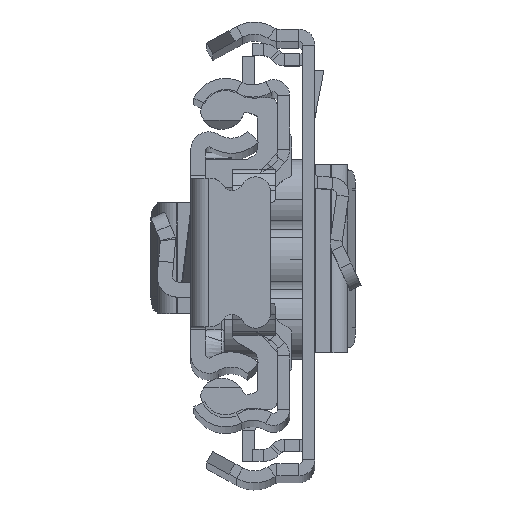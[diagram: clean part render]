
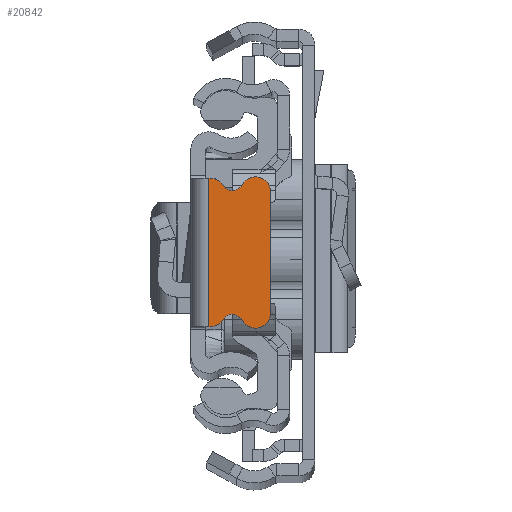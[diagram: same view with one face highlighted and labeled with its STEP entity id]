
A CAD part, top view. The second image highlights one B-rep face of the part: STEP entity #20842.
In plain terms, the highlighted planar face has unit normal (0, 0, 1).
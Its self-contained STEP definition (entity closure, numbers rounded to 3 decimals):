
#18 = ORIENTED_EDGE ( 'NONE', *, *, #9193, .T. ) ;
#322 = EDGE_CURVE ( 'NONE', #24594, #23853, #935, .T. ) ;
#367 = VERTEX_POINT ( 'NONE', #24440 ) ;
#781 = AXIS2_PLACEMENT_3D ( 'NONE', #10167, #4119, #23812 ) ;
#856 = VECTOR ( 'NONE', #2523, 1000. ) ;
#935 = CIRCLE ( 'NONE', #16156, 1.5 ) ;
#952 = DIRECTION ( 'NONE',  ( 0., 0., -1. ) ) ;
#1438 = EDGE_CURVE ( 'NONE', #22285, #11964, #21217, .T. ) ;
#2340 = DIRECTION ( 'NONE',  ( 1., 0., 0. ) ) ;
#2454 = CARTESIAN_POINT ( 'NONE',  ( 394.071, 0., 0. ) ) ;
#2523 = DIRECTION ( 'NONE',  ( 1., 0., 0. ) ) ;
#2798 = CARTESIAN_POINT ( 'NONE',  ( -1.75, 7.37, 0. ) ) ;
#2822 = DIRECTION ( 'NONE',  ( 0., 0., 1. ) ) ;
#3509 = ORIENTED_EDGE ( 'NONE', *, *, #8309, .T. ) ;
#3591 = DIRECTION ( 'NONE',  ( -1., 0., 0. ) ) ;
#3608 = VERTEX_POINT ( 'NONE', #15321 ) ;
#3841 = CARTESIAN_POINT ( 'NONE',  ( -7.929, -6., 0. ) ) ;
#4058 = VERTEX_POINT ( 'NONE', #17056 ) ;
#4119 = DIRECTION ( 'NONE',  ( 0., 0., -1. ) ) ;
#4195 = CIRCLE ( 'NONE', #18161, 1.5 ) ;
#4842 = EDGE_CURVE ( 'NONE', #367, #22285, #13059, .T. ) ;
#5307 = ORIENTED_EDGE ( 'NONE', *, *, #13012, .T. ) ;
#5648 = CARTESIAN_POINT ( 'NONE',  ( -7.929, 6., 0. ) ) ;
#5918 = CARTESIAN_POINT ( 'NONE',  ( -1.929, 7.37, 0. ) ) ;
#6804 = EDGE_CURVE ( 'NONE', #8165, #8888, #22657, .T. ) ;
#7193 = VECTOR ( 'NONE', #11547, 1000. ) ;
#7430 = AXIS2_PLACEMENT_3D ( 'NONE', #14043, #21907, #2340 ) ;
#8165 = VERTEX_POINT ( 'NONE', #13157 ) ;
#8309 = EDGE_CURVE ( 'NONE', #4058, #8165, #22984, .T. ) ;
#8888 = VERTEX_POINT ( 'NONE', #11781 ) ;
#9193 = EDGE_CURVE ( 'NONE', #23853, #367, #19712, .T. ) ;
#9926 = FACE_OUTER_BOUND ( 'NONE', #25458, .T. ) ;
#10058 = CARTESIAN_POINT ( 'NONE',  ( -7.929, -6., 0. ) ) ;
#10167 = CARTESIAN_POINT ( 'NONE',  ( -4.142, -7.236, 0. ) ) ;
#10864 = CARTESIAN_POINT ( 'NONE',  ( -4.142, 7.236, 0. ) ) ;
#11039 = CARTESIAN_POINT ( 'NONE',  ( -3.206, 6.658, 0. ) ) ;
#11056 = AXIS2_PLACEMENT_3D ( 'NONE', #2454, #12234, #18153 ) ;
#11355 = DIRECTION ( 'NONE',  ( 0., 0., 1. ) ) ;
#11417 = CARTESIAN_POINT ( 'NONE',  ( -1.75, 0., 0. ) ) ;
#11547 = DIRECTION ( 'NONE',  ( 0., -1., 0. ) ) ;
#11781 = CARTESIAN_POINT ( 'NONE',  ( -1.929, -7.37, 0. ) ) ;
#11964 = VERTEX_POINT ( 'NONE', #10058 ) ;
#12092 = DIRECTION ( 'NONE',  ( -1., 0., 0. ) ) ;
#12234 = DIRECTION ( 'NONE',  ( 0., 0., 1. ) ) ;
#12244 = AXIS2_PLACEMENT_3D ( 'NONE', #21500, #21872, #12092 ) ;
#12468 = VECTOR ( 'NONE', #17604, 1000. ) ;
#13012 = EDGE_CURVE ( 'NONE', #11964, #4058, #4195, .T. ) ;
#13059 = CIRCLE ( 'NONE', #12244, 1.5 ) ;
#13157 = CARTESIAN_POINT ( 'NONE',  ( -3.206, -6.658, 0. ) ) ;
#13394 = CARTESIAN_POINT ( 'NONE',  ( -6.429, -6., 0. ) ) ;
#14002 = ORIENTED_EDGE ( 'NONE', *, *, #4842, .T. ) ;
#14043 = CARTESIAN_POINT ( 'NONE',  ( -1.929, -5.87, 0. ) ) ;
#15052 = ORIENTED_EDGE ( 'NONE', *, *, #6804, .T. ) ;
#15191 = CARTESIAN_POINT ( 'NONE',  ( -1.929, -7.37, 0. ) ) ;
#15321 = CARTESIAN_POINT ( 'NONE',  ( -1.75, -7.37, 0. ) ) ;
#15520 = ORIENTED_EDGE ( 'NONE', *, *, #22272, .F. ) ;
#15979 = PLANE ( 'NONE',  #11056 ) ;
#16064 = VECTOR ( 'NONE', #3591, 1000. ) ;
#16156 = AXIS2_PLACEMENT_3D ( 'NONE', #20836, #2822, #22782 ) ;
#16229 = ORIENTED_EDGE ( 'NONE', *, *, #22997, .F. ) ;
#17056 = CARTESIAN_POINT ( 'NONE',  ( -5.109, -6.713, 0. ) ) ;
#17113 = ORIENTED_EDGE ( 'NONE', *, *, #1438, .T. ) ;
#17367 = LINE ( 'NONE', #15191, #16064 ) ;
#17604 = DIRECTION ( 'NONE',  ( 0., -1., 0. ) ) ;
#17860 = EDGE_CURVE ( 'NONE', #22600, #3608, #19402, .T. ) ;
#18092 = LINE ( 'NONE', #20145, #856 ) ;
#18153 = DIRECTION ( 'NONE',  ( 1., 0., 0. ) ) ;
#18161 = AXIS2_PLACEMENT_3D ( 'NONE', #13394, #11355, #25382 ) ;
#18673 = ORIENTED_EDGE ( 'NONE', *, *, #17860, .F. ) ;
#19100 = DIRECTION ( 'NONE',  ( 1., 0., 0. ) ) ;
#19402 = LINE ( 'NONE', #11417, #7193 ) ;
#19712 = CIRCLE ( 'NONE', #24245, 1.1 ) ;
#20145 = CARTESIAN_POINT ( 'NONE',  ( -1.929, 7.37, 0. ) ) ;
#20836 = CARTESIAN_POINT ( 'NONE',  ( -1.929, 5.87, 0. ) ) ;
#20842 = ADVANCED_FACE ( 'NONE', ( #9926 ), #15979, .T. ) ;
#21217 = LINE ( 'NONE', #3841, #12468 ) ;
#21500 = CARTESIAN_POINT ( 'NONE',  ( -6.429, 6., 0. ) ) ;
#21872 = DIRECTION ( 'NONE',  ( 0., 0., 1. ) ) ;
#21907 = DIRECTION ( 'NONE',  ( 0., 0., 1. ) ) ;
#22080 = ORIENTED_EDGE ( 'NONE', *, *, #322, .T. ) ;
#22272 = EDGE_CURVE ( 'NONE', #3608, #8888, #17367, .T. ) ;
#22285 = VERTEX_POINT ( 'NONE', #5648 ) ;
#22600 = VERTEX_POINT ( 'NONE', #2798 ) ;
#22657 = CIRCLE ( 'NONE', #7430, 1.5 ) ;
#22782 = DIRECTION ( 'NONE',  ( -1., 0., 0. ) ) ;
#22984 = CIRCLE ( 'NONE', #781, 1.1 ) ;
#22997 = EDGE_CURVE ( 'NONE', #24594, #22600, #18092, .T. ) ;
#23812 = DIRECTION ( 'NONE',  ( -1., 0., 0. ) ) ;
#23853 = VERTEX_POINT ( 'NONE', #11039 ) ;
#24245 = AXIS2_PLACEMENT_3D ( 'NONE', #10864, #952, #19100 ) ;
#24440 = CARTESIAN_POINT ( 'NONE',  ( -5.109, 6.713, 0. ) ) ;
#24594 = VERTEX_POINT ( 'NONE', #5918 ) ;
#25382 = DIRECTION ( 'NONE',  ( 1., 0., 0. ) ) ;
#25458 = EDGE_LOOP ( 'NONE', ( #18673, #16229, #22080, #18, #14002, #17113, #5307, #3509, #15052, #15520 ) ) ;
